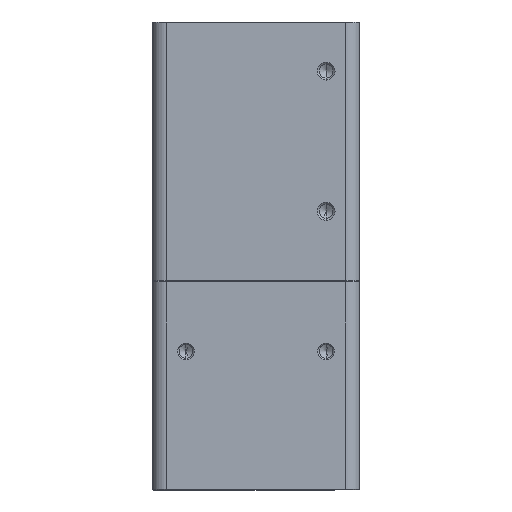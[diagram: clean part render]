
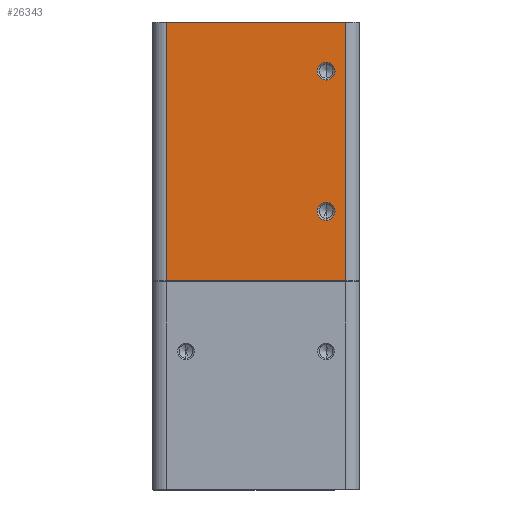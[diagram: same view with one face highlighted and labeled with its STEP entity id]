
A CAD part, front view. The second image highlights one B-rep face of the part: STEP entity #26343.
In plain terms, the highlighted planar face has unit normal (0, -1, 0).
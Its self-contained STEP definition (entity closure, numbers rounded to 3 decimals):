
#329 = CARTESIAN_POINT ( 'NONE',  ( 25.4, -37.5, -15.8 ) ) ;
#688 = LINE ( 'NONE', #23585, #28220 ) ;
#1800 = FACE_BOUND ( 'NONE', #17158, .T. ) ;
#1839 = AXIS2_PLACEMENT_3D ( 'NONE', #29990, #4925, #5083 ) ;
#2061 = CARTESIAN_POINT ( 'NONE',  ( 32.5, -37.5, -89. ) ) ;
#2276 = EDGE_CURVE ( 'NONE', #30957, #5912, #22110, .T. ) ;
#2991 = EDGE_CURVE ( 'NONE', #25115, #15500, #9424, .T. ) ;
#3565 = DIRECTION ( 'NONE',  ( 0., -1., 0. ) ) ;
#4113 = FACE_BOUND ( 'NONE', #27501, .T. ) ;
#4602 = CARTESIAN_POINT ( 'NONE',  ( -37.5, -37.5, -89. ) ) ;
#4710 = ORIENTED_EDGE ( 'NONE', *, *, #28292, .T. ) ;
#4871 = ORIENTED_EDGE ( 'NONE', *, *, #28324, .T. ) ;
#4925 = DIRECTION ( 'NONE',  ( 0., -1., 0. ) ) ;
#5083 = DIRECTION ( 'NONE',  ( 0., 0., -1. ) ) ;
#5912 = VERTEX_POINT ( 'NONE', #32366 ) ;
#6158 = AXIS2_PLACEMENT_3D ( 'NONE', #20851, #3565, #20371 ) ;
#6558 = AXIS2_PLACEMENT_3D ( 'NONE', #329, #7743, #18128 ) ;
#6786 = AXIS2_PLACEMENT_3D ( 'NONE', #24324, #32254, #11955 ) ;
#7196 = ORIENTED_EDGE ( 'NONE', *, *, #20845, .F. ) ;
#7489 = CARTESIAN_POINT ( 'NONE',  ( 32.5, -37.5, -91.8 ) ) ;
#7743 = DIRECTION ( 'NONE',  ( 0., -1., 0. ) ) ;
#8240 = ORIENTED_EDGE ( 'NONE', *, *, #2991, .F. ) ;
#8241 = EDGE_CURVE ( 'NONE', #27445, #25272, #13921, .T. ) ;
#8725 = CARTESIAN_POINT ( 'NONE',  ( 25.4, -37.5, -12.55 ) ) ;
#8881 = DIRECTION ( 'NONE',  ( 0., -1., 0. ) ) ;
#9367 = PLANE ( 'NONE',  #13802 ) ;
#9424 = CIRCLE ( 'NONE', #6786, 3.25 ) ;
#9582 = CARTESIAN_POINT ( 'NONE',  ( -37.5, -37.5, 1.8 ) ) ;
#10788 = ORIENTED_EDGE ( 'NONE', *, *, #2276, .T. ) ;
#10871 = CIRCLE ( 'NONE', #6158, 3.25 ) ;
#11013 = ORIENTED_EDGE ( 'NONE', *, *, #8241, .F. ) ;
#11777 = VERTEX_POINT ( 'NONE', #7489 ) ;
#11874 = CARTESIAN_POINT ( 'NONE',  ( -37.5, -37.5, -91.8 ) ) ;
#11955 = DIRECTION ( 'NONE',  ( 0., 0., -1. ) ) ;
#13802 = AXIS2_PLACEMENT_3D ( 'NONE', #4602, #8881, #29178 ) ;
#13894 = ORIENTED_EDGE ( 'NONE', *, *, #15900, .T. ) ;
#13921 = CIRCLE ( 'NONE', #1839, 3.25 ) ;
#14855 = CARTESIAN_POINT ( 'NONE',  ( 25.4, -37.5, -63.35 ) ) ;
#15500 = VERTEX_POINT ( 'NONE', #14855 ) ;
#15900 = EDGE_CURVE ( 'NONE', #11777, #30957, #32402, .T. ) ;
#17000 = CARTESIAN_POINT ( 'NONE',  ( -32.5, -37.5, -91.8 ) ) ;
#17158 = EDGE_LOOP ( 'NONE', ( #7196, #11013 ) ) ;
#18128 = DIRECTION ( 'NONE',  ( 0., 0., -1. ) ) ;
#18352 = VECTOR ( 'NONE', #27282, 1000. ) ;
#20371 = DIRECTION ( 'NONE',  ( 0., 0., -1. ) ) ;
#20756 = CIRCLE ( 'NONE', #6558, 3.25 ) ;
#20789 = DIRECTION ( 'NONE',  ( 0., 0., -1. ) ) ;
#20845 = EDGE_CURVE ( 'NONE', #25272, #27445, #20756, .T. ) ;
#20851 = CARTESIAN_POINT ( 'NONE',  ( 25.4, -37.5, -66.6 ) ) ;
#21585 = VECTOR ( 'NONE', #29732, 1000. ) ;
#21835 = CARTESIAN_POINT ( 'NONE',  ( 25.4, -37.5, -19.05 ) ) ;
#22110 = LINE ( 'NONE', #9582, #21585 ) ;
#23149 = VERTEX_POINT ( 'NONE', #17000 ) ;
#23458 = VECTOR ( 'NONE', #32000, 1000. ) ;
#23585 = CARTESIAN_POINT ( 'NONE',  ( -32.5, -37.5, -89. ) ) ;
#24324 = CARTESIAN_POINT ( 'NONE',  ( 25.4, -37.5, -66.6 ) ) ;
#24572 = LINE ( 'NONE', #11874, #23458 ) ;
#25115 = VERTEX_POINT ( 'NONE', #27977 ) ;
#25272 = VERTEX_POINT ( 'NONE', #21835 ) ;
#26343 = ADVANCED_FACE ( 'NONE', ( #4113, #1800, #26539 ), #9367, .T. ) ;
#26539 = FACE_OUTER_BOUND ( 'NONE', #31705, .T. ) ;
#26871 = CARTESIAN_POINT ( 'NONE',  ( 32.5, -37.5, 1.8 ) ) ;
#27282 = DIRECTION ( 'NONE',  ( 0., 0., 1. ) ) ;
#27445 = VERTEX_POINT ( 'NONE', #8725 ) ;
#27501 = EDGE_LOOP ( 'NONE', ( #8240, #30413 ) ) ;
#27977 = CARTESIAN_POINT ( 'NONE',  ( 25.4, -37.5, -69.85 ) ) ;
#28220 = VECTOR ( 'NONE', #20789, 1000. ) ;
#28292 = EDGE_CURVE ( 'NONE', #5912, #23149, #688, .T. ) ;
#28324 = EDGE_CURVE ( 'NONE', #23149, #11777, #24572, .T. ) ;
#29178 = DIRECTION ( 'NONE',  ( 0., 0., -1. ) ) ;
#29566 = EDGE_CURVE ( 'NONE', #15500, #25115, #10871, .T. ) ;
#29732 = DIRECTION ( 'NONE',  ( -1., 0., 0. ) ) ;
#29990 = CARTESIAN_POINT ( 'NONE',  ( 25.4, -37.5, -15.8 ) ) ;
#30413 = ORIENTED_EDGE ( 'NONE', *, *, #29566, .F. ) ;
#30957 = VERTEX_POINT ( 'NONE', #26871 ) ;
#31705 = EDGE_LOOP ( 'NONE', ( #13894, #10788, #4710, #4871 ) ) ;
#32000 = DIRECTION ( 'NONE',  ( 1., 0., 0. ) ) ;
#32254 = DIRECTION ( 'NONE',  ( 0., -1., 0. ) ) ;
#32366 = CARTESIAN_POINT ( 'NONE',  ( -32.5, -37.5, 1.8 ) ) ;
#32402 = LINE ( 'NONE', #2061, #18352 ) ;
